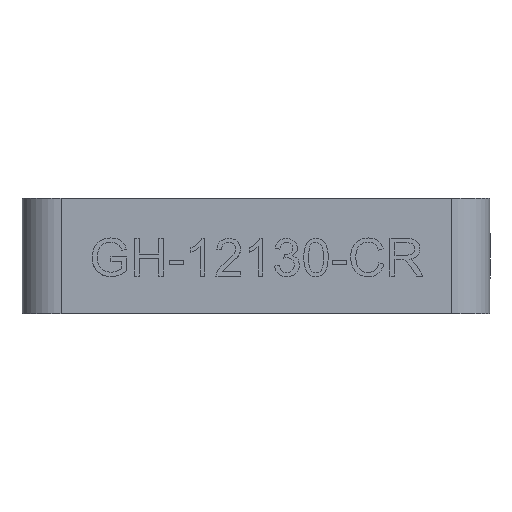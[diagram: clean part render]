
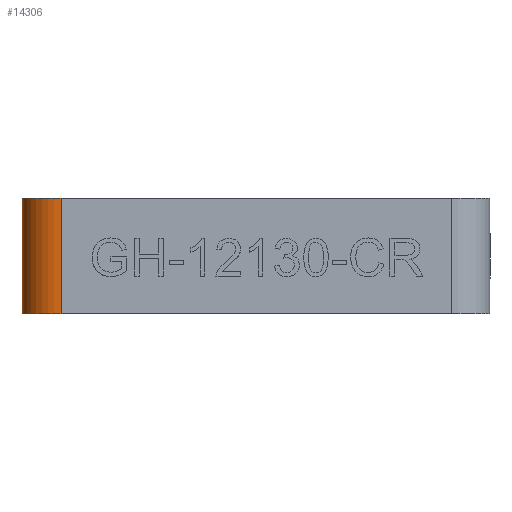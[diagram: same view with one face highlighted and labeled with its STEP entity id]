
A CAD part, front view. The second image highlights one B-rep face of the part: STEP entity #14306.
In plain terms, the highlighted cylindrical face has radius 3.175 mm (diameter 6.35 mm), a partial arc.
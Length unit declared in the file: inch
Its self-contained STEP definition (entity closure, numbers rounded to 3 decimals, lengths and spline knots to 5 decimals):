
#18=CIRCLE('',#14880,0.125);
#19=CIRCLE('',#14881,0.125);
#42=CYLINDRICAL_SURFACE('',#14879,0.125);
#883=FACE_OUTER_BOUND('',#1652,.T.);
#1652=EDGE_LOOP('',(#10670,#10671,#10672,#10673));
#2753=LINE('',#22794,#4050);
#2757=LINE('',#22805,#4054);
#4050=VECTOR('',#16189,0.3937);
#4054=VECTOR('',#16199,0.3937);
#6085=VERTEX_POINT('',#22792);
#6086=VERTEX_POINT('',#22793);
#6089=VERTEX_POINT('',#22802);
#6090=VERTEX_POINT('',#22804);
#7791=EDGE_CURVE('',#6085,#6086,#2753,.T.);
#7795=EDGE_CURVE('',#6086,#6089,#18,.T.);
#7796=EDGE_CURVE('',#6089,#6090,#2757,.T.);
#7797=EDGE_CURVE('',#6090,#6085,#19,.T.);
#10670=ORIENTED_EDGE('',*,*,#7795,.T.);
#10671=ORIENTED_EDGE('',*,*,#7796,.T.);
#10672=ORIENTED_EDGE('',*,*,#7797,.T.);
#10673=ORIENTED_EDGE('',*,*,#7791,.T.);
#14306=ADVANCED_FACE('',(#883),#42,.T.);
#14879=AXIS2_PLACEMENT_3D('',#22801,#16195,#16196);
#14880=AXIS2_PLACEMENT_3D('',#22803,#16197,#16198);
#14881=AXIS2_PLACEMENT_3D('',#22806,#16200,#16201);
#16189=DIRECTION('',(0.,0.,-1.));
#16195=DIRECTION('center_axis',(0.,0.,-1.));
#16196=DIRECTION('ref_axis',(-0.707,-0.707,0.));
#16197=DIRECTION('center_axis',(0.,0.,1.));
#16198=DIRECTION('ref_axis',(-0.707,-0.707,0.));
#16199=DIRECTION('',(0.,0.,1.));
#16200=DIRECTION('center_axis',(0.,0.,-1.));
#16201=DIRECTION('ref_axis',(-0.707,-0.707,0.));
#22792=CARTESIAN_POINT('',(-0.75,-0.875,0.));
#22793=CARTESIAN_POINT('',(-0.75,-0.875,-0.37));
#22794=CARTESIAN_POINT('',(-0.75,-0.875,0.));
#22801=CARTESIAN_POINT('Origin',(-0.625,-0.875,0.));
#22802=CARTESIAN_POINT('',(-0.625,-1.,-0.37));
#22803=CARTESIAN_POINT('Origin',(-0.625,-0.875,-0.37));
#22804=CARTESIAN_POINT('',(-0.625,-1.,0.));
#22805=CARTESIAN_POINT('',(-0.625,-1.,0.));
#22806=CARTESIAN_POINT('Origin',(-0.625,-0.875,0.));
